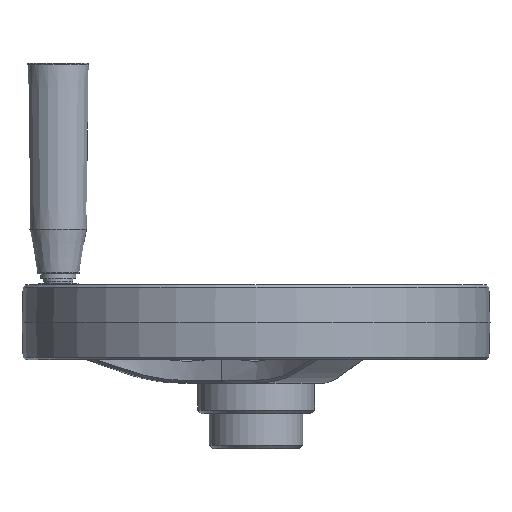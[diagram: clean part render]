
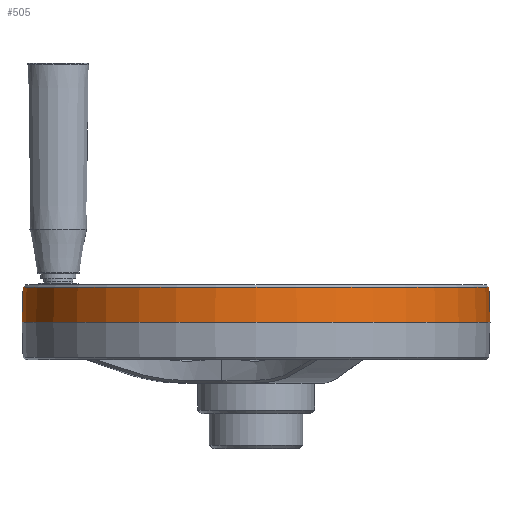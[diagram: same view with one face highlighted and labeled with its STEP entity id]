
A CAD part, front view. The second image highlights one B-rep face of the part: STEP entity #505.
In plain terms, the highlighted conical face has half-angle 1.79 degrees and reference radius 100 mm.
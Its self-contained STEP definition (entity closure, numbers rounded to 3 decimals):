
#505 = ADVANCED_FACE( '', ( #1224, #1225 ), #1226, .T. );
#1224 = FACE_BOUND( '', #2398, .T. );
#1225 = FACE_OUTER_BOUND( '', #2399, .T. );
#1226 = CONICAL_SURFACE( '', #2400, 100., 0.031 );
#2398 = EDGE_LOOP( '', ( #4381 ) );
#2399 = EDGE_LOOP( '', ( #4382 ) );
#2400 = AXIS2_PLACEMENT_3D( '', #4383, #4384, #4385 );
#4381 = ORIENTED_EDGE( '', *, *, #6547, .T. );
#4382 = ORIENTED_EDGE( '', *, *, #6548, .T. );
#4383 = CARTESIAN_POINT( '', ( 0., 0., 39. ) );
#4384 = DIRECTION( '', ( 0., 0., -1. ) );
#4385 = DIRECTION( '', ( -1., 0., 0. ) );
#6547 = EDGE_CURVE( '', #7752, #7752, #7753, .F. );
#6548 = EDGE_CURVE( '', #7754, #7754, #7755, .T. );
#7752 = VERTEX_POINT( '', #10084 );
#7753 = CIRCLE( '', #10085, 99.531 );
#7754 = VERTEX_POINT( '', #10086 );
#7755 = CIRCLE( '', #10087, 100. );
#10084 = CARTESIAN_POINT( '', ( 99.531, 0., 54. ) );
#10085 = AXIS2_PLACEMENT_3D( '', #12821, #12822, #12823 );
#10086 = CARTESIAN_POINT( '', ( 100., 0., 39. ) );
#10087 = AXIS2_PLACEMENT_3D( '', #12824, #12825, #12826 );
#12821 = CARTESIAN_POINT( '', ( 0., 0., 54. ) );
#12822 = DIRECTION( '', ( 0., 0., 1. ) );
#12823 = DIRECTION( '', ( 1., 0., 0. ) );
#12824 = CARTESIAN_POINT( '', ( 0., 0., 39. ) );
#12825 = DIRECTION( '', ( 0., 0., 1. ) );
#12826 = DIRECTION( '', ( 1., 0., 0. ) );
